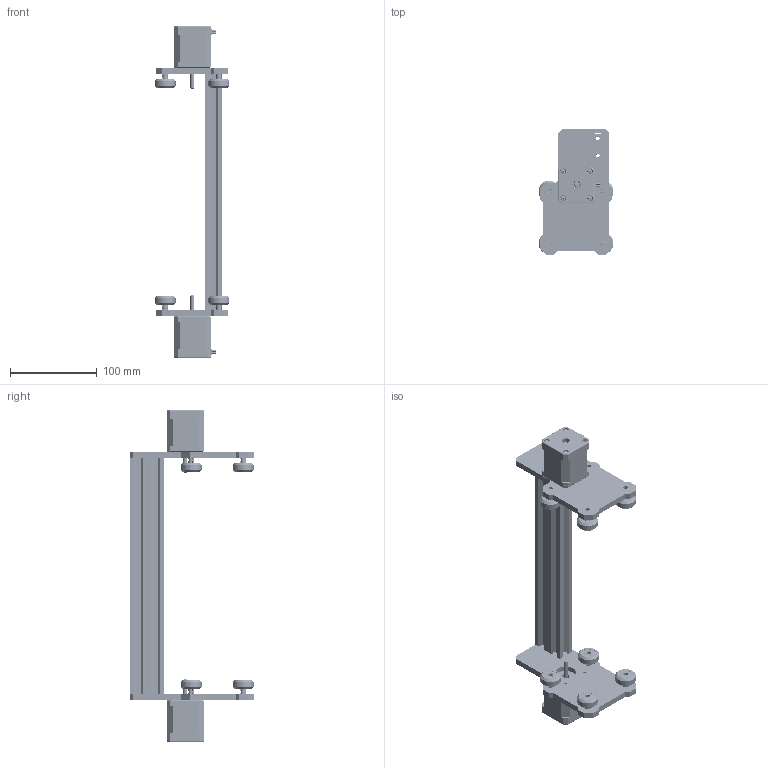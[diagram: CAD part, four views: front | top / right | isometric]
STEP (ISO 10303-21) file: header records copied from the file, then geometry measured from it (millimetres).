
FILE_DESCRIPTION(/* description */ (''),/* implementation_level */ '2;1');
FILE_NAME(/* name */ 'AxisY.stp',/* time_stamp */ '2024-09-11T17:46:20-06:00',/* author */ ('Admin'),/* organization */ (''),/* preprocessor_version */ 'ST-DEVELOPER v20',/* originating_system */ 'Autodesk Inventor 2024',/* authorisation */ '');
FILE_SCHEMA (('AUTOMOTIVE_DESIGN { 1 0 10303 214 3 1 1 }'));
Length unit declared in the file: millimetre
Products named in the file (9): AxisY; AP20x20; AxisY-Carrier; INSERTO_M5x0,8x6; ROLDANA V DE NYLON; SKF_625_2Z v1; Roldana V Nylon; SKF_625_2Z v1 (1); Nema 17 42HS48-1684
Assembly tree (24 placements, depth 3):
  AxisY
    AP20x20
    AxisY-Carrier  x2
    ROLDANA V DE NYLON  x8
      SKF_625_2Z v1
      Roldana V Nylon
      SKF_625_2Z v1 (1)
    INSERTO_M5x0,8x6  x8
    Nema 17 42HS48-1684  x2
Bounding box: 86 x 143.54 x 382.4 mm (x, y, z)
Volume: 352804.3 mm3; surface area: 214324.7 mm2
Topology: 199 solids, 199 shells, 3166 faces, 8492 edges, 5618 vertices
Faces by surface type: plane 1712, cylinder 876, cone 214, torus 212, sphere 136, bspline 16
Full cylindrical faces by diameter (mm): 2 x8, 3 x32, 3.1 x8, 4.2 x48, 4.3 x2, 4.656 x56, 5 x34, 5.6 x8, 6 x8, 6.2 x8, 6.8 x8, 8.4 x64, 9 x4, 9.2 x8, 11 x8, 12 x32, 13.22 x64, 16 x32, 22 x2, 24 x10
Entity records: 22533 total; most frequent: CARTESIAN_POINT 5238, DIRECTION 3438, ORIENTED_EDGE 3376, EDGE_CURVE 1688, AXIS2_PLACEMENT_3D 1231, VERTEX_POINT 1126, LINE 976, VECTOR 976
